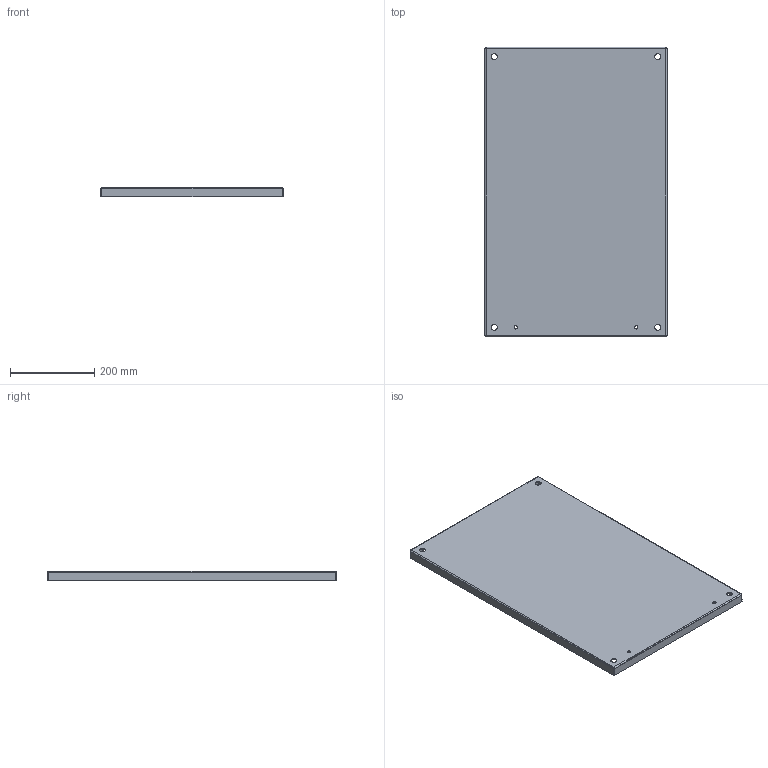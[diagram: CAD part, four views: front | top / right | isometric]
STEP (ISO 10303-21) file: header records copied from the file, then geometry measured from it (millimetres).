
FILE_DESCRIPTION((''),'2;1');
FILE_NAME('NP3020SS.ipt.stp','2012-02-26T19:57:20',(''),(''),'Autodesk Inventor 2012','Autodesk Inventor 2012','');
FILE_SCHEMA(('AUTOMOTIVE_DESIGN { 1 0 10303 214 1 1 1 1 }'));
Length unit declared in the file: inch
Products named in the file (1): NP3020SS
Bounding box: 431.8 x 685.8 x 22.23 mm (x, y, z)
Volume: 803006.8 mm3; surface area: 681045.9 mm2
Topology: 1 solids, 1 shells, 44 faces, 94 edges, 52 vertices
Faces by surface type: plane 22, cylinder 14, bspline 8
Full cylindrical faces by diameter (mm): 7.925 x2, 14.3 x4
Entity records: 1399 total; most frequent: CARTESIAN_POINT 433, ORIENTED_EDGE 176, DIRECTION 158, EDGE_CURVE 88, EDGE_LOOP 62, VECTOR 60, LINE 60, VERTEX_POINT 52
